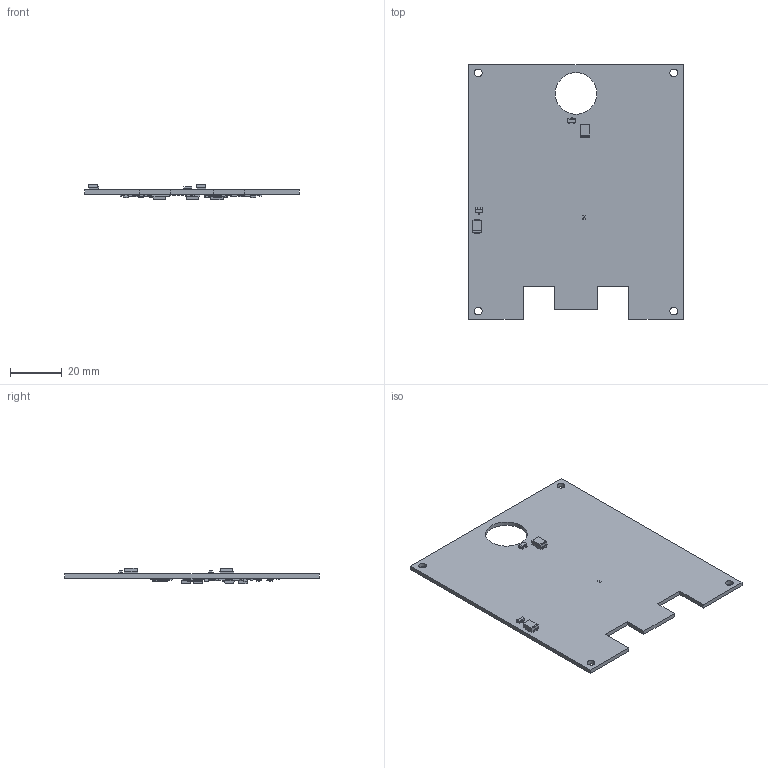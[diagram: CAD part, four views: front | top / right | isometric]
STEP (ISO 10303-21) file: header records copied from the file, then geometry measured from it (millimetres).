
FILE_DESCRIPTION(('KiCad electronic assembly'),'2;1');
FILE_NAME('Xpanel_V1_final.step','2024-01-28T19:02:15',('Pcbnew'),( 'Kicad'),'Open CASCADE STEP processor 7.7','KiCad to STEP converter' ,'Unknown');
FILE_SCHEMA(('AUTOMOTIVE_DESIGN { 1 0 10303 214 1 1 1 1 }'));
Length unit declared in the file: millimetre
Products named in the file (34): Xpanel_V1_final 1; BAV99-TP; COMPOUND; D_SMB; SOLID; R_0402_1005Metric; CGA3E2X7R1H223K080AA; RC1206FR-072M49L; R_0603_1608Metric; SOT-363_SC-70-6; C_0402_1005Metric; SOT-23; L_0603_1608Metric; C_0603_1608Metric; LQM2HPN4R7MG0L; CHV2010-FX-1005ELF; CL05A105KQ5NNNC; CL21A476MQYNNNE; C_0805_2012Metric; Xpanel_V1_final PCB
Assembly tree (101 placements, depth 3):
  Xpanel_V1_final 1
    BAV99-TP  x2
      COMPOUND
    D_SMB  x6
      SOLID
    R_0402_1005Metric  x13
      SOLID
    CGA3E2X7R1H223K080AA  x8
      COMPOUND
    RC1206FR-072M49L  x6
      COMPOUND
    R_0603_1608Metric  x21
      SOLID
    SOT-363_SC-70-6  x4
      SOLID
    C_0402_1005Metric
      SOLID
    SOT-23  x8
      SOLID
    L_0603_1608Metric  x2
      SOLID
    C_0603_1608Metric  x4
      SOLID
    LQM2HPN4R7MG0L  x2
      COMPOUND
    CHV2010-FX-1005ELF  x2
      COMPOUND
    CL05A105KQ5NNNC  x2
      COMPOUND
    CL21A476MQYNNNE  x2
      COMPOUND
    C_0805_2012Metric
      SOLID
    Xpanel_V1_final PCB
Bounding box: 82.6 x 98 x 5.98 mm (x, y, z)
Volume: 12191.2 mm3; surface area: 17042.9 mm2
Topology: 135 solids, 135 shells, 3394 faces, 8318 edges, 5124 vertices
Faces by surface type: plane 1996, cylinder 906, bspline 396, sphere 96
Full cylindrical faces by diameter (mm): 0.2 x5, 3 x4, 16 x1
Entity records: 48108 total; most frequent: CARTESIAN_POINT 10107, DIRECTION 6166, LINE 3758, VECTOR 3758, ORIENTED_EDGE 3448, PCURVE 3448, DEFINITIONAL_REPRESENTATION 3448, EDGE_CURVE 1724
